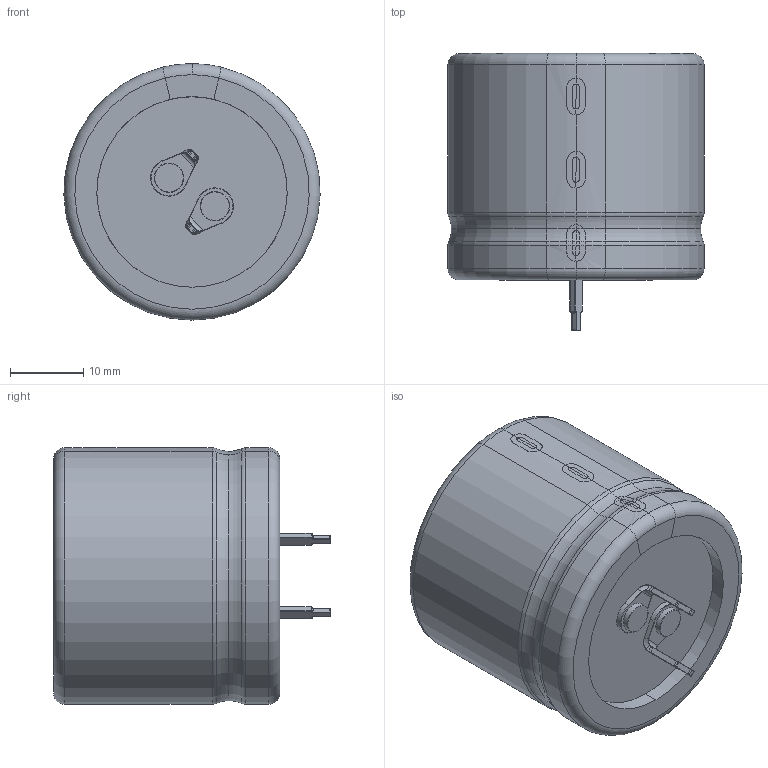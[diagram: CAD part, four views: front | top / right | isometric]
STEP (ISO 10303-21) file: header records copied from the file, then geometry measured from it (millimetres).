
FILE_DESCRIPTION (( 'STEP AP214' ), '1' );
FILE_NAME ('User Library-CE_Assy.STEP', '2014-10-31T09:16:23', ( 'Windows User' ), ( '' ), 'SwSTEP 2.0', 'SolidWorks 2014', '' );
FILE_SCHEMA (( 'AUTOMOTIVE_DESIGN' ));
Length unit declared in the file: millimetre
Products named in the file (3): User Library-CE_Assy; User Library-CE_Assy_pin_Domyslna; User Library-CE_Assy_CE_LS400_D1400_H1200_new
Assembly tree (3 placements, depth 2):
  User Library-CE_Assy
    User Library-CE_Assy_CE_LS400_D1400_H1200_new
    User Library-CE_Assy_pin_Domyslna  x2
Bounding box: 34.98 x 37.82 x 35 mm (x, y, z)
Volume: 28439.7 mm3; surface area: 5596.2 mm2
Topology: 3 solids, 3 shells, 231 faces, 555 edges, 333 vertices
Faces by surface type: cylinder 84, torus 68, plane 47, bspline 32
Entity records: 6515 total; most frequent: CARTESIAN_POINT 1781, ORIENTED_EDGE 730, DIRECTION 700, EDGE_CURVE 365, AXIS2_PLACEMENT_3D 289, VERTEX_POINT 221, EDGE_LOOP 152, FACE_OUTER_BOUND 150
